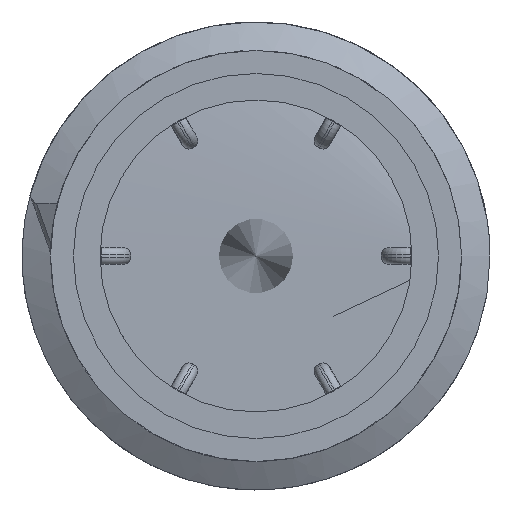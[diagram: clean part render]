
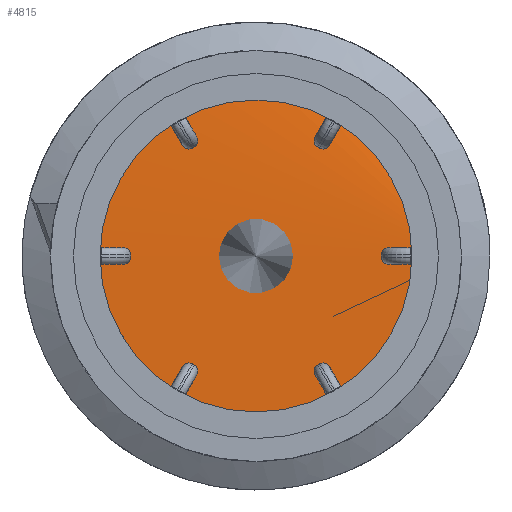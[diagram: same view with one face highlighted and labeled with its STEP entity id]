
A CAD part, left-side view. The second image highlights one B-rep face of the part: STEP entity #4815.
In plain terms, the highlighted cylindrical face has radius 22.098 mm (diameter 44.196 mm), a full revolution.
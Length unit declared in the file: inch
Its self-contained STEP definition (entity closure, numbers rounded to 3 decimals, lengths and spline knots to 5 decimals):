
#151=CYLINDRICAL_SURFACE('',#5298,0.87);
#451=FACE_OUTER_BOUND('',#755,.T.);
#755=EDGE_LOOP('',(#3702,#3703,#3704));
#1367=B_SPLINE_CURVE_WITH_KNOTS('',3,(#9676,#9677,#9678,#9679,#9680,#9681,
#9682,#9683,#9684,#9685,#9686,#9687,#9688,#9689,#9690,#9691,#9692),
 .UNSPECIFIED.,.F.,.F.,(4,1,1,1,1,1,1,1,1,1,1,1,1,1,4),(3.14159,
3.61328,4.08912,4.56495,5.04078,5.51662,
5.99245,6.46829,6.94412,7.41996,7.89579,
8.37163,8.84746,9.3233,9.42478),
 .UNSPECIFIED.);
#1566=LINE('',#9673,#1772);
#1567=LINE('',#9675,#1773);
#1772=VECTOR('',#6152,0.87);
#1773=VECTOR('',#6153,0.87);
#2081=VERTEX_POINT('',#9671);
#2082=VERTEX_POINT('',#9672);
#2083=VERTEX_POINT('',#9674);
#2665=EDGE_CURVE('',#2081,#2082,#1566,.T.);
#2666=EDGE_CURVE('',#2081,#2083,#1567,.T.);
#2667=EDGE_CURVE('',#2083,#2082,#1367,.T.);
#3702=ORIENTED_EDGE('',*,*,#2665,.F.);
#3703=ORIENTED_EDGE('',*,*,#2666,.T.);
#3704=ORIENTED_EDGE('',*,*,#2667,.T.);
#4815=ADVANCED_FACE('',(#451),#151,.T.);
#5298=AXIS2_PLACEMENT_3D('',#9670,#6150,#6151);
#6150=DIRECTION('center_axis',(1.,0.,0.));
#6151=DIRECTION('ref_axis',(0.,1.,0.));
#6152=DIRECTION('',(1.,0.,0.));
#6153=DIRECTION('',(-1.,0.,0.));
#9670=CARTESIAN_POINT('Origin',(0.565,0.,0.));
#9671=CARTESIAN_POINT('',(0.6033,-0.87,0.));
#9672=CARTESIAN_POINT('',(0.76995,-0.87,0.));
#9673=CARTESIAN_POINT('',(0.565,-0.87,0.));
#9674=CARTESIAN_POINT('',(0.54775,-0.87,0.));
#9675=CARTESIAN_POINT('',(0.565,-0.87,0.));
#9676=CARTESIAN_POINT('Ctrl Pts',(0.54775,-0.87006,
0.));
#9677=CARTESIAN_POINT('Ctrl Pts',(0.55331,-0.87005,-0.13676));
#9678=CARTESIAN_POINT('Ctrl Pts',(0.56448,-0.80405,
-0.41149));
#9679=CARTESIAN_POINT('Ctrl Pts',(0.58126,-0.52738,
-0.73363));
#9680=CARTESIAN_POINT('Ctrl Pts',(0.59808,-0.13273,
-0.89372));
#9681=CARTESIAN_POINT('Ctrl Pts',(0.61491,0.29141,-0.85524));
#9682=CARTESIAN_POINT('Ctrl Pts',(0.63174,0.6508,-0.62674));
#9683=CARTESIAN_POINT('Ctrl Pts',(0.64857,0.8656,-0.259));
#9684=CARTESIAN_POINT('Ctrl Pts',(0.66539,0.88808,0.16629));
#9685=CARTESIAN_POINT('Ctrl Pts',(0.68222,0.71325,0.55463));
#9686=CARTESIAN_POINT('Ctrl Pts',(0.69905,0.37995,0.81975));
#9687=CARTESIAN_POINT('Ctrl Pts',(0.71588,-0.03777,
0.90273));
#9688=CARTESIAN_POINT('Ctrl Pts',(0.7327,-0.44709,
0.78515));
#9689=CARTESIAN_POINT('Ctrl Pts',(0.74953,-0.75709,0.49312));
#9690=CARTESIAN_POINT('Ctrl Pts',(0.76195,-0.86169,0.19685));
#9691=CARTESIAN_POINT('Ctrl Pts',(0.76875,-0.87003,
0.02945));
#9692=CARTESIAN_POINT('Ctrl Pts',(0.76995,-0.87001,
0.00002));
